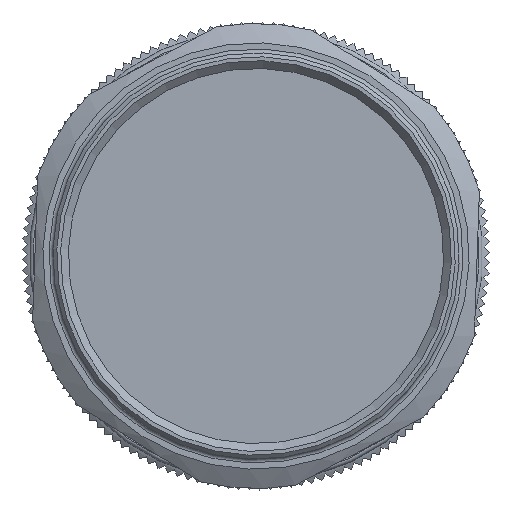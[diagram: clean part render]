
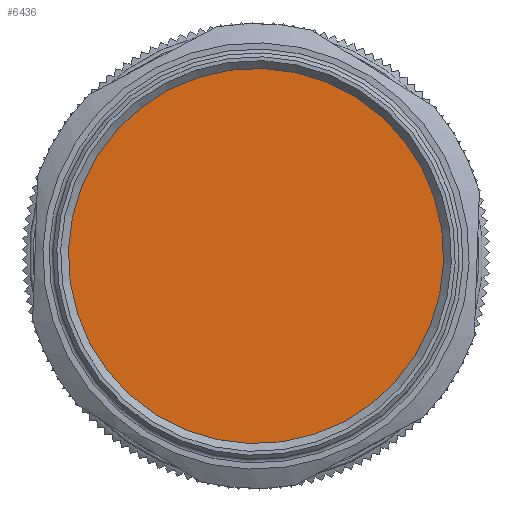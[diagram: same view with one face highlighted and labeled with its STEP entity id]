
A CAD part, front view. The second image highlights one B-rep face of the part: STEP entity #6436.
In plain terms, the highlighted planar face has unit normal (0, 1, 0).
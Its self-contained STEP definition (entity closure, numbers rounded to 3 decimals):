
#946=PLANE('',#6838);
#1275=FACE_OUTER_BOUND('',#1612,.T.);
#1612=EDGE_LOOP('',(#5763));
#1676=CIRCLE('',#6839,26.2);
#2924=VERTEX_POINT('',#11237);
#3871=EDGE_CURVE('',#2924,#2924,#1676,.T.);
#5763=ORIENTED_EDGE('',*,*,#3871,.T.);
#6436=ADVANCED_FACE('',(#1275),#946,.T.);
#6838=AXIS2_PLACEMENT_3D('',#11236,#7926,#7927);
#6839=AXIS2_PLACEMENT_3D('',#11238,#7928,#7929);
#7926=DIRECTION('center_axis',(0.,1.,0.));
#7927=DIRECTION('ref_axis',(0.,0.,1.));
#7928=DIRECTION('center_axis',(0.,1.,0.));
#7929=DIRECTION('ref_axis',(-0.999,0.,0.035));
#11236=CARTESIAN_POINT('Origin',(254.822,-0.358,170.999));
#11237=CARTESIAN_POINT('',(228.638,-0.358,171.914));
#11238=CARTESIAN_POINT('Origin',(254.822,-0.358,170.999));
